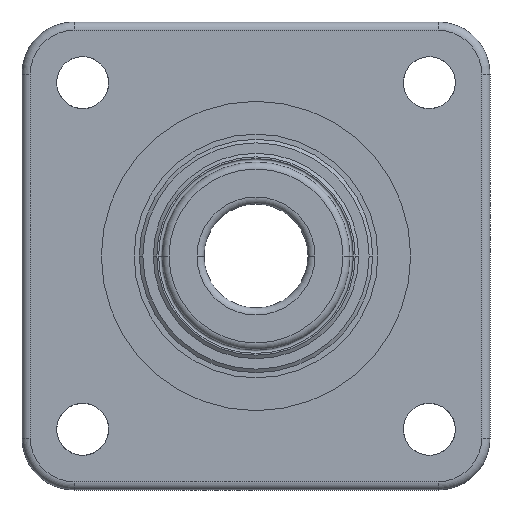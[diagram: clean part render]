
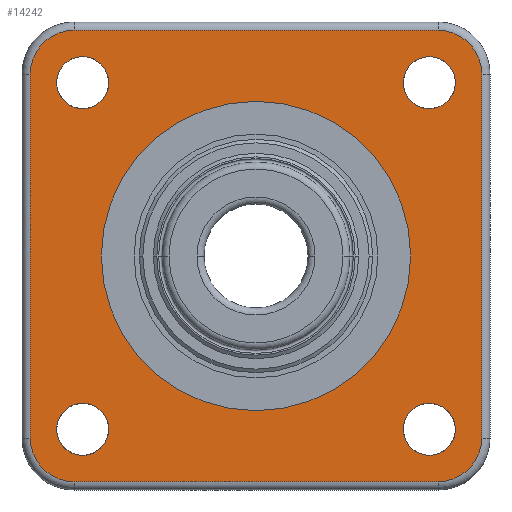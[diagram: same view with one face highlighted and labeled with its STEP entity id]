
A CAD part, left-side view. The second image highlights one B-rep face of the part: STEP entity #14242.
In plain terms, the highlighted planar face has unit normal (-1, 0, 0).
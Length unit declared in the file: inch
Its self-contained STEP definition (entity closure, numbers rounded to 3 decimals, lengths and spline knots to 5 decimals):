
#11965=CARTESIAN_POINT('',(-0.39375,1.25,-1.25));
#11966=DIRECTION('',(-1.,0.,0.));
#11967=DIRECTION('',(0.,-0.957,-0.29));
#11968=AXIS2_PLACEMENT_3D('',#11965,#11966,#11967);
#11973=CARTESIAN_POINT('',(-0.39375,1.25,1.25));
#11974=DIRECTION('',(-1.,0.,0.));
#11975=DIRECTION('',(0.,0.,-1.));
#11976=AXIS2_PLACEMENT_3D('',#11973,#11974,#11975);
#11981=CARTESIAN_POINT('',(-0.39375,-1.25,1.25));
#11982=DIRECTION('',(-1.,0.,0.));
#11983=DIRECTION('',(0.,0.,-1.));
#11984=AXIS2_PLACEMENT_3D('',#11981,#11982,#11983);
#11989=CARTESIAN_POINT('',(-0.39375,-1.25,-1.25));
#11990=DIRECTION('',(-1.,0.,0.));
#11991=DIRECTION('',(0.,-0.29,0.957));
#11992=AXIS2_PLACEMENT_3D('',#11989,#11990,#11991);
#11997=CARTESIAN_POINT('',(-0.39375,-1.3125,1.3125));
#11998=DIRECTION('',(-1.,0.,0.));
#11999=DIRECTION('',(0.,-1.,0.));
#12000=AXIS2_PLACEMENT_3D('',#11997,#11998,#11999);
#12005=DIRECTION('',(0.,0.,1.));
#12006=VECTOR('',#12005,2.625);
#12007=CARTESIAN_POINT('',(-0.39375,-1.6275,-1.3125));
#12008=LINE('',#12007,#12006);
#12012=CARTESIAN_POINT('',(-0.39375,-1.3125,-1.3125));
#12013=DIRECTION('',(-1.,0.,0.));
#12014=DIRECTION('',(0.,0.,-1.));
#12015=AXIS2_PLACEMENT_3D('',#12012,#12013,#12014);
#12020=DIRECTION('',(0.,-1.,0.));
#12021=VECTOR('',#12020,2.625);
#12022=CARTESIAN_POINT('',(-0.39375,1.3125,-1.6275));
#12023=LINE('',#12022,#12021);
#12027=CARTESIAN_POINT('',(-0.39375,1.3125,-1.3125));
#12028=DIRECTION('',(-1.,0.,0.));
#12029=DIRECTION('',(0.,1.,0.));
#12030=AXIS2_PLACEMENT_3D('',#12027,#12028,#12029);
#12035=DIRECTION('',(0.,0.,-1.));
#12036=VECTOR('',#12035,2.625);
#12037=CARTESIAN_POINT('',(-0.39375,1.6275,1.3125));
#12038=LINE('',#12037,#12036);
#12042=CARTESIAN_POINT('',(-0.39375,1.3125,1.3125));
#12043=DIRECTION('',(-1.,0.,0.));
#12044=DIRECTION('',(0.,0.,1.));
#12045=AXIS2_PLACEMENT_3D('',#12042,#12043,#12044);
#12050=DIRECTION('',(0.,1.,0.));
#12051=VECTOR('',#12050,2.625);
#12052=CARTESIAN_POINT('',(-0.39375,-1.3125,1.6275));
#12053=LINE('',#12052,#12051);
#12057=CARTESIAN_POINT('',(-0.39375,0.,0.));
#12058=DIRECTION('',(1.,0.,0.));
#12059=DIRECTION('',(0.,1.,0.));
#12060=AXIS2_PLACEMENT_3D('',#12057,#12058,#12059);
#12079=CARTESIAN_POINT('',(-0.39375,0.,0.));
#12080=DIRECTION('',(-1.,0.,0.));
#12081=DIRECTION('',(0.,1.,0.));
#12082=AXIS2_PLACEMENT_3D('',#12079,#12080,#12081);
#13110=CARTESIAN_POINT('',(-0.39375,1.25,1.25));
#13111=DIRECTION('',(1.,0.,0.));
#13112=DIRECTION('',(0.,0.,-1.));
#13113=AXIS2_PLACEMENT_3D('',#13110,#13111,#13112);
#13581=CARTESIAN_POINT('',(-0.39375,-1.25,1.25));
#13582=DIRECTION('',(1.,0.,0.));
#13583=DIRECTION('',(0.,0.,-1.));
#13584=AXIS2_PLACEMENT_3D('',#13581,#13582,#13583);
#13748=CARTESIAN_POINT('',(-0.39375,1.25,-1.25));
#13749=DIRECTION('',(1.,0.,0.));
#13750=DIRECTION('',(0.,-0.957,-0.29));
#13751=AXIS2_PLACEMENT_3D('',#13748,#13749,#13750);
#13864=CARTESIAN_POINT('',(-0.39375,-1.25,-1.25));
#13865=DIRECTION('',(1.,0.,0.));
#13866=DIRECTION('',(0.,-0.29,0.957));
#13867=AXIS2_PLACEMENT_3D('',#13864,#13865,#13866);
#13901=CARTESIAN_POINT('',(-0.39375,1.11563,0.));
#13903=VERTEX_POINT('',#13901);
#13905=CARTESIAN_POINT('',(-0.39375,-1.11563,0.));
#13907=VERTEX_POINT('',#13905);
#13911=CARTESIAN_POINT('',(-0.39375,1.07057,-1.30443));
#13912=CARTESIAN_POINT('',(-0.39375,1.25,-1.0625));
#13913=VERTEX_POINT('',#13911);
#13914=VERTEX_POINT('',#13912);
#13915=CARTESIAN_POINT('',(-0.39375,1.25,1.0625));
#13916=CARTESIAN_POINT('',(-0.39375,1.07057,1.30443));
#13917=VERTEX_POINT('',#13915);
#13918=VERTEX_POINT('',#13916);
#13919=CARTESIAN_POINT('',(-0.39375,-1.25,1.0625));
#13920=CARTESIAN_POINT('',(-0.39375,-1.30443,1.07057));
#13921=VERTEX_POINT('',#13919);
#13922=VERTEX_POINT('',#13920);
#13923=CARTESIAN_POINT('',(-0.39375,-1.30443,-1.07057));
#13924=CARTESIAN_POINT('',(-0.39375,-1.25,-1.0625));
#13925=VERTEX_POINT('',#13923);
#13926=VERTEX_POINT('',#13924);
#14015=CARTESIAN_POINT('',(-0.39375,-1.6275,1.3125));
#14016=CARTESIAN_POINT('',(-0.39375,-1.3125,1.6275));
#14017=VERTEX_POINT('',#14015);
#14018=VERTEX_POINT('',#14016);
#14023=CARTESIAN_POINT('',(-0.39375,1.3125,1.6275));
#14024=VERTEX_POINT('',#14023);
#14027=CARTESIAN_POINT('',(-0.39375,1.6275,1.3125));
#14028=VERTEX_POINT('',#14027);
#14031=CARTESIAN_POINT('',(-0.39375,1.6275,-1.3125));
#14032=VERTEX_POINT('',#14031);
#14035=CARTESIAN_POINT('',(-0.39375,1.3125,-1.6275));
#14036=VERTEX_POINT('',#14035);
#14039=CARTESIAN_POINT('',(-0.39375,-1.3125,-1.6275));
#14040=VERTEX_POINT('',#14039);
#14043=CARTESIAN_POINT('',(-0.39375,-1.6275,-1.3125));
#14044=VERTEX_POINT('',#14043);
#14189=CARTESIAN_POINT('',(-0.39375,0.,0.));
#14190=DIRECTION('',(1.,0.,0.));
#14191=DIRECTION('',(0.,-1.,0.));
#14192=AXIS2_PLACEMENT_3D('',#14189,#14190,#14191);
#14193=PLANE('',#14192);
#14195=ORIENTED_EDGE('',*,*,#14194,.F.);
#14197=ORIENTED_EDGE('',*,*,#14196,.F.);
#14199=ORIENTED_EDGE('',*,*,#14198,.F.);
#14201=ORIENTED_EDGE('',*,*,#14200,.F.);
#14203=ORIENTED_EDGE('',*,*,#14202,.F.);
#14205=ORIENTED_EDGE('',*,*,#14204,.F.);
#14207=ORIENTED_EDGE('',*,*,#14206,.F.);
#14209=ORIENTED_EDGE('',*,*,#14208,.F.);
#14210=EDGE_LOOP('',(#14195,#14197,#14199,#14201,#14203,#14205,#14207,#14209));
#14211=FACE_OUTER_BOUND('',#14210,.F.);
#14213=ORIENTED_EDGE('',*,*,#14212,.F.);
#14215=ORIENTED_EDGE('',*,*,#14214,.T.);
#14216=EDGE_LOOP('',(#14213,#14215));
#14217=FACE_BOUND('',#14216,.F.);
#14219=ORIENTED_EDGE('',*,*,#14218,.F.);
#14221=ORIENTED_EDGE('',*,*,#14220,.T.);
#14222=EDGE_LOOP('',(#14219,#14221));
#14223=FACE_BOUND('',#14222,.F.);
#14225=ORIENTED_EDGE('',*,*,#14224,.F.);
#14227=ORIENTED_EDGE('',*,*,#14226,.T.);
#14228=EDGE_LOOP('',(#14225,#14227));
#14229=FACE_BOUND('',#14228,.F.);
#14231=ORIENTED_EDGE('',*,*,#14230,.F.);
#14233=ORIENTED_EDGE('',*,*,#14232,.T.);
#14234=EDGE_LOOP('',(#14231,#14233));
#14235=FACE_BOUND('',#14234,.F.);
#14237=ORIENTED_EDGE('',*,*,#14236,.F.);
#14239=ORIENTED_EDGE('',*,*,#14238,.T.);
#14240=EDGE_LOOP('',(#14237,#14239));
#14241=FACE_BOUND('',#14240,.F.);
#11969=CIRCLE('',#11968,0.1875);
#11977=CIRCLE('',#11976,0.1875);
#11985=CIRCLE('',#11984,0.1875);
#11993=CIRCLE('',#11992,0.1875);
#12001=CIRCLE('',#12000,0.315);
#12016=CIRCLE('',#12015,0.315);
#12031=CIRCLE('',#12030,0.315);
#12046=CIRCLE('',#12045,0.315);
#12061=CIRCLE('',#12060,1.11563);
#12083=CIRCLE('',#12082,1.11563);
#13114=CIRCLE('',#13113,0.1875);
#13585=CIRCLE('',#13584,0.1875);
#13752=CIRCLE('',#13751,0.1875);
#13868=CIRCLE('',#13867,0.1875);
#14194=EDGE_CURVE('',#14017,#14018,#12001,.T.);
#14196=EDGE_CURVE('',#14044,#14017,#12008,.T.);
#14198=EDGE_CURVE('',#14040,#14044,#12016,.T.);
#14200=EDGE_CURVE('',#14036,#14040,#12023,.T.);
#14202=EDGE_CURVE('',#14032,#14036,#12031,.T.);
#14204=EDGE_CURVE('',#14028,#14032,#12038,.T.);
#14206=EDGE_CURVE('',#14024,#14028,#12046,.T.);
#14208=EDGE_CURVE('',#14018,#14024,#12053,.T.);
#14212=EDGE_CURVE('',#13913,#13914,#13752,.T.);
#14214=EDGE_CURVE('',#13913,#13914,#11969,.T.);
#14218=EDGE_CURVE('',#13917,#13918,#13114,.T.);
#14220=EDGE_CURVE('',#13917,#13918,#11977,.T.);
#14224=EDGE_CURVE('',#13921,#13922,#13585,.T.);
#14226=EDGE_CURVE('',#13921,#13922,#11985,.T.);
#14230=EDGE_CURVE('',#13925,#13926,#13868,.T.);
#14232=EDGE_CURVE('',#13925,#13926,#11993,.T.);
#14236=EDGE_CURVE('',#13903,#13907,#12061,.T.);
#14238=EDGE_CURVE('',#13903,#13907,#12083,.T.);
#14242=ADVANCED_FACE('',(#14211,#14217,#14223,#14229,#14235,#14241),#14193,.F.);
